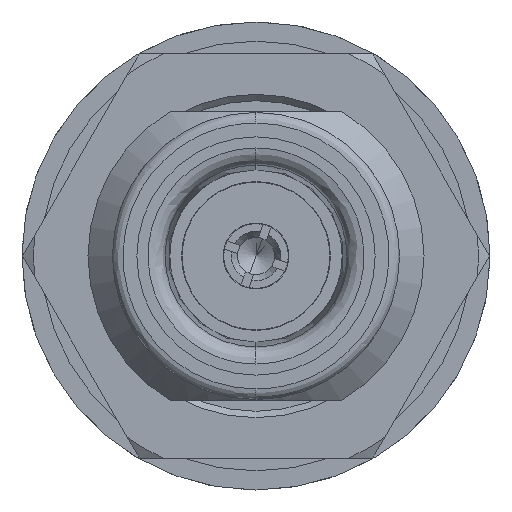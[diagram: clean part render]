
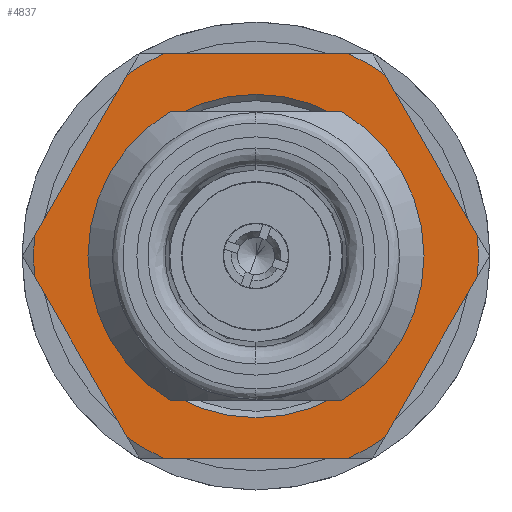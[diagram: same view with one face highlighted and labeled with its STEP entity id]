
A CAD part, left-side view. The second image highlights one B-rep face of the part: STEP entity #4837.
In plain terms, the highlighted face is planar.
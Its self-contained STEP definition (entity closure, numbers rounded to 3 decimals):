
#39 = AXIS2_PLACEMENT_3D ( 'NONE', #6910, #1658, #7803 ) ;
#52 = DIRECTION ( 'NONE',  ( 0., 0., -1. ) ) ;
#147 = ORIENTED_EDGE ( 'NONE', *, *, #5535, .F. ) ;
#176 = LINE ( 'NONE', #4702, #2507 ) ;
#476 = VERTEX_POINT ( 'NONE', #9938 ) ;
#760 = DIRECTION ( 'NONE',  ( 0., 0., 1. ) ) ;
#855 = DIRECTION ( 'NONE',  ( 1., 0., 0. ) ) ;
#937 = VERTEX_POINT ( 'NONE', #5417 ) ;
#983 = ORIENTED_EDGE ( 'NONE', *, *, #3841, .F. ) ;
#1059 = VERTEX_POINT ( 'NONE', #2078 ) ;
#1193 = CIRCLE ( 'NONE', #11311, 10.45 ) ;
#1195 = AXIS2_PLACEMENT_3D ( 'NONE', #8224, #2920, #9103 ) ;
#1568 = DIRECTION ( 'NONE',  ( 0., 0., 1. ) ) ;
#1608 = CARTESIAN_POINT ( 'NONE',  ( 9.5, -4.354, 0. ) ) ;
#1658 = DIRECTION ( 'NONE',  ( 0., 0., -1. ) ) ;
#1659 = EDGE_CURVE ( 'NONE', #476, #4779, #176, .T. ) ;
#1727 = CIRCLE ( 'NONE', #39, 7.6 ) ;
#1937 = VECTOR ( 'NONE', #6828, 1000. ) ;
#2078 = CARTESIAN_POINT ( 'NONE',  ( -8.52, -6.05, 0. ) ) ;
#2247 = CARTESIAN_POINT ( 'NONE',  ( -9.5, -4.354, 0. ) ) ;
#2359 = CARTESIAN_POINT ( 'NONE',  ( -0.98, 10.404, 0. ) ) ;
#2438 = DIRECTION ( 'NONE',  ( 0., 0., 1. ) ) ;
#2507 = VECTOR ( 'NONE', #10012, 1000. ) ;
#2743 = EDGE_CURVE ( 'NONE', #6710, #937, #7514, .T. ) ;
#2774 = ORIENTED_EDGE ( 'NONE', *, *, #9311, .F. ) ;
#2813 = EDGE_CURVE ( 'NONE', #8680, #3497, #1727, .T. ) ;
#2920 = DIRECTION ( 'NONE',  ( 0., 0., 1. ) ) ;
#2925 = CIRCLE ( 'NONE', #11303, 10.45 ) ;
#2936 = ORIENTED_EDGE ( 'NONE', *, *, #9950, .F. ) ;
#3109 = AXIS2_PLACEMENT_3D ( 'NONE', #6009, #760, #6917 ) ;
#3120 = DIRECTION ( 'NONE',  ( 0., 0., 1. ) ) ;
#3258 = DIRECTION ( 'NONE',  ( -0.866, -0.5, 0. ) ) ;
#3454 = AXIS2_PLACEMENT_3D ( 'NONE', #7735, #2438, #8609 ) ;
#3497 = VERTEX_POINT ( 'NONE', #9602 ) ;
#3514 = ORIENTED_EDGE ( 'NONE', *, *, #1659, .F. ) ;
#3760 = CIRCLE ( 'NONE', #3109, 10.45 ) ;
#3826 = EDGE_CURVE ( 'NONE', #1059, #4846, #4233, .T. ) ;
#3841 = EDGE_CURVE ( 'NONE', #10024, #4237, #8670, .T. ) ;
#4053 = CARTESIAN_POINT ( 'NONE',  ( 9.5, 0., 0. ) ) ;
#4233 = LINE ( 'NONE', #5909, #1937 ) ;
#4237 = VERTEX_POINT ( 'NONE', #9559 ) ;
#4392 = CARTESIAN_POINT ( 'NONE',  ( 8.52, -6.05, 0. ) ) ;
#4458 = VERTEX_POINT ( 'NONE', #2247 ) ;
#4490 = EDGE_CURVE ( 'NONE', #4779, #10024, #1193, .T. ) ;
#4639 = PLANE ( 'NONE',  #1195 ) ;
#4680 = CARTESIAN_POINT ( 'NONE',  ( -0.98, -10.404, 0. ) ) ;
#4702 = CARTESIAN_POINT ( 'NONE',  ( 0.98, -10.404, 0. ) ) ;
#4769 = CARTESIAN_POINT ( 'NONE',  ( 7.6, 0., 0. ) ) ;
#4779 = VERTEX_POINT ( 'NONE', #4392 ) ;
#4837 = ADVANCED_FACE ( 'NONE', ( #7551, #5446 ), #4639, .F. ) ;
#4846 = VERTEX_POINT ( 'NONE', #4680 ) ;
#4866 = ORIENTED_EDGE ( 'NONE', *, *, #7324, .F. ) ;
#4958 = CARTESIAN_POINT ( 'NONE',  ( 8.52, 6.05, 0. ) ) ;
#4959 = CARTESIAN_POINT ( 'NONE',  ( 0., 0., 0. ) ) ;
#5126 = VECTOR ( 'NONE', #3258, 1000. ) ;
#5159 = DIRECTION ( 'NONE',  ( 0., -1., 0. ) ) ;
#5311 = CARTESIAN_POINT ( 'NONE',  ( 0., 0., 0. ) ) ;
#5417 = CARTESIAN_POINT ( 'NONE',  ( -8.52, 6.05, 0. ) ) ;
#5446 = FACE_BOUND ( 'NONE', #6675, .T. ) ;
#5535 = EDGE_CURVE ( 'NONE', #3497, #8680, #9326, .T. ) ;
#5843 = DIRECTION ( 'NONE',  ( 1., 0., 0. ) ) ;
#5909 = CARTESIAN_POINT ( 'NONE',  ( -8.52, -6.05, 0. ) ) ;
#5974 = ORIENTED_EDGE ( 'NONE', *, *, #2813, .F. ) ;
#6009 = CARTESIAN_POINT ( 'NONE',  ( 0., 0., 0. ) ) ;
#6094 = DIRECTION ( 'NONE',  ( 0., 0., 1. ) ) ;
#6197 = DIRECTION ( 'NONE',  ( -1., 0., 0. ) ) ;
#6302 = AXIS2_PLACEMENT_3D ( 'NONE', #5311, #52, #6197 ) ;
#6310 = VECTOR ( 'NONE', #8593, 1000. ) ;
#6641 = AXIS2_PLACEMENT_3D ( 'NONE', #11396, #6094, #855 ) ;
#6650 = EDGE_CURVE ( 'NONE', #7638, #6710, #6787, .T. ) ;
#6675 = EDGE_LOOP ( 'NONE', ( #147, #5974 ) ) ;
#6708 = VERTEX_POINT ( 'NONE', #4958 ) ;
#6710 = VERTEX_POINT ( 'NONE', #2359 ) ;
#6736 = DIRECTION ( 'NONE',  ( -0.866, 0.5, 0. ) ) ;
#6787 = CIRCLE ( 'NONE', #9785, 10.45 ) ;
#6828 = DIRECTION ( 'NONE',  ( 0.866, -0.5, 0. ) ) ;
#6835 = CARTESIAN_POINT ( 'NONE',  ( 0., 0., 0. ) ) ;
#6889 = VERTEX_POINT ( 'NONE', #8966 ) ;
#6910 = CARTESIAN_POINT ( 'NONE',  ( 0., 0., 0. ) ) ;
#6917 = DIRECTION ( 'NONE',  ( 1., 0., 0. ) ) ;
#7139 = ORIENTED_EDGE ( 'NONE', *, *, #7910, .F. ) ;
#7324 = EDGE_CURVE ( 'NONE', #4458, #1059, #8286, .T. ) ;
#7514 = LINE ( 'NONE', #8272, #5126 ) ;
#7551 = FACE_OUTER_BOUND ( 'NONE', #10474, .T. ) ;
#7638 = VERTEX_POINT ( 'NONE', #9419 ) ;
#7721 = DIRECTION ( 'NONE',  ( 1., 0., 0. ) ) ;
#7735 = CARTESIAN_POINT ( 'NONE',  ( 0., 0., 0. ) ) ;
#7803 = DIRECTION ( 'NONE',  ( -1., 0., 0. ) ) ;
#7854 = EDGE_CURVE ( 'NONE', #6708, #7638, #9054, .T. ) ;
#7910 = EDGE_CURVE ( 'NONE', #937, #6889, #10023, .T. ) ;
#7973 = EDGE_CURVE ( 'NONE', #6889, #4458, #11225, .T. ) ;
#8224 = CARTESIAN_POINT ( 'NONE',  ( 0., 0., 0. ) ) ;
#8272 = CARTESIAN_POINT ( 'NONE',  ( -0.98, 10.404, 0. ) ) ;
#8286 = CIRCLE ( 'NONE', #6641, 10.45 ) ;
#8421 = CARTESIAN_POINT ( 'NONE',  ( 0., 0., 0. ) ) ;
#8492 = ORIENTED_EDGE ( 'NONE', *, *, #3826, .F. ) ;
#8525 = ORIENTED_EDGE ( 'NONE', *, *, #2743, .F. ) ;
#8593 = DIRECTION ( 'NONE',  ( 0., 1., 0. ) ) ;
#8609 = DIRECTION ( 'NONE',  ( 1., 0., 0. ) ) ;
#8670 = LINE ( 'NONE', #4053, #6310 ) ;
#8680 = VERTEX_POINT ( 'NONE', #4769 ) ;
#8816 = ORIENTED_EDGE ( 'NONE', *, *, #6650, .F. ) ;
#8966 = CARTESIAN_POINT ( 'NONE',  ( -9.5, 4.354, 0. ) ) ;
#9054 = LINE ( 'NONE', #10248, #11108 ) ;
#9103 = DIRECTION ( 'NONE',  ( 1., 0., 0. ) ) ;
#9292 = DIRECTION ( 'NONE',  ( 1., 0., 0. ) ) ;
#9301 = ORIENTED_EDGE ( 'NONE', *, *, #7973, .F. ) ;
#9311 = EDGE_CURVE ( 'NONE', #4237, #6708, #3760, .T. ) ;
#9326 = CIRCLE ( 'NONE', #6302, 7.6 ) ;
#9419 = CARTESIAN_POINT ( 'NONE',  ( 0.98, 10.404, 0. ) ) ;
#9559 = CARTESIAN_POINT ( 'NONE',  ( 9.5, 4.354, 0. ) ) ;
#9602 = CARTESIAN_POINT ( 'NONE',  ( -7.6, 0., 0. ) ) ;
#9785 = AXIS2_PLACEMENT_3D ( 'NONE', #8421, #3120, #9292 ) ;
#9938 = CARTESIAN_POINT ( 'NONE',  ( 0.98, -10.404, 0. ) ) ;
#9950 = EDGE_CURVE ( 'NONE', #4846, #476, #2925, .T. ) ;
#10012 = DIRECTION ( 'NONE',  ( 0.866, 0.5, 0. ) ) ;
#10023 = CIRCLE ( 'NONE', #3454, 10.45 ) ;
#10024 = VERTEX_POINT ( 'NONE', #1608 ) ;
#10248 = CARTESIAN_POINT ( 'NONE',  ( 8.52, 6.05, 0. ) ) ;
#10312 = ORIENTED_EDGE ( 'NONE', *, *, #4490, .F. ) ;
#10463 = CARTESIAN_POINT ( 'NONE',  ( -9.5, 0., 0. ) ) ;
#10474 = EDGE_LOOP ( 'NONE', ( #10312, #3514, #2936, #8492, #4866, #9301, #7139, #8525, #8816, #11416, #2774, #983 ) ) ;
#10964 = VECTOR ( 'NONE', #5159, 1000. ) ;
#11108 = VECTOR ( 'NONE', #6736, 1000. ) ;
#11137 = DIRECTION ( 'NONE',  ( 0., 0., 1. ) ) ;
#11225 = LINE ( 'NONE', #10463, #10964 ) ;
#11303 = AXIS2_PLACEMENT_3D ( 'NONE', #6835, #1568, #7721 ) ;
#11311 = AXIS2_PLACEMENT_3D ( 'NONE', #4959, #11137, #5843 ) ;
#11396 = CARTESIAN_POINT ( 'NONE',  ( 0., 0., 0. ) ) ;
#11416 = ORIENTED_EDGE ( 'NONE', *, *, #7854, .F. ) ;
